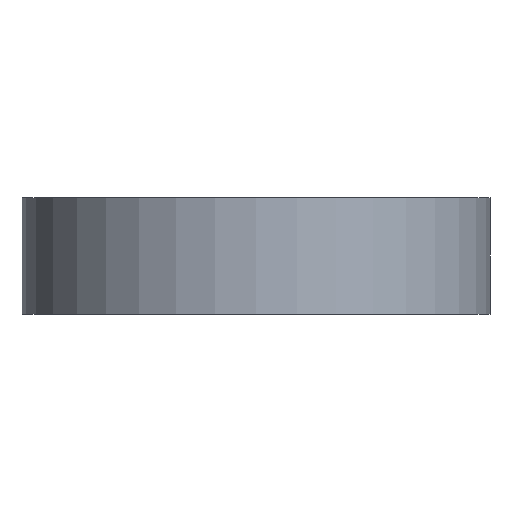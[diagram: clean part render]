
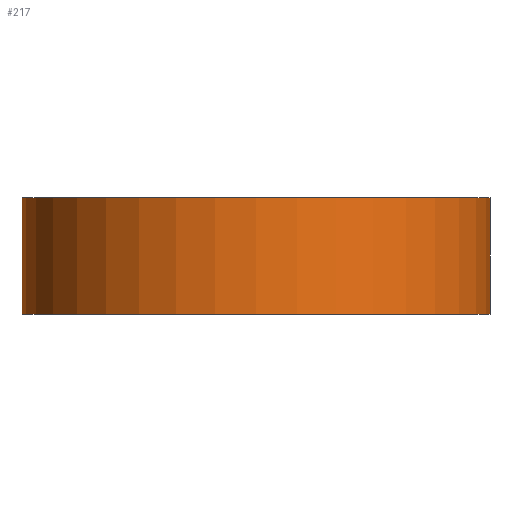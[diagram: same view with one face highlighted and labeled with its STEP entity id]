
A CAD part, front view. The second image highlights one B-rep face of the part: STEP entity #217.
In plain terms, the highlighted cylindrical face has radius 17.462 mm (diameter 34.925 mm), a partial arc.
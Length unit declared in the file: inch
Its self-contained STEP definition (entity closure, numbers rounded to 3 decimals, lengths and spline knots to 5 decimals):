
#176=CARTESIAN_POINT('',(0.0,0.0,0.0));
#177=DIRECTION('',(0.0,0.0,1.0));
#178=DIRECTION('',(-1.0,0.0,0.0));
#179=AXIS2_PLACEMENT_3D('',#176,#177,#178);
#180=CYLINDRICAL_SURFACE('',#179,0.6875);
#181=CARTESIAN_POINT('',(-0.6875,0.,-0.17075));
#182=VERTEX_POINT('',#181);
#183=CARTESIAN_POINT('',(-0.6875,0.,0.17075));
#184=VERTEX_POINT('',#183);
#185=CARTESIAN_POINT('',(-0.6875,0.,-0.17075));
#186=DIRECTION('',(0.0,0.0,1.0));
#187=VECTOR('',#186,0.3415);
#188=LINE('',#185,#187);
#189=EDGE_CURVE('',#182,#184,#188,.T.);
#190=ORIENTED_EDGE('',*,*,#189,.F.);
#191=CARTESIAN_POINT('',(0.6875,0.,-0.17075));
#192=VERTEX_POINT('',#191);
#193=CARTESIAN_POINT('',(0.0,0.0,-0.17075));
#194=DIRECTION('',(0.0,0.0,1.0));
#195=DIRECTION('',(-1.0,0.0,0.0));
#196=AXIS2_PLACEMENT_3D('',#193,#194,#195);
#197=CIRCLE('',#196,0.6875);
#198=EDGE_CURVE('',#182,#192,#197,.T.);
#199=ORIENTED_EDGE('',*,*,#198,.T.);
#200=CARTESIAN_POINT('',(0.6875,0.,0.17075));
#201=VERTEX_POINT('',#200);
#202=CARTESIAN_POINT('',(0.6875,0.,0.17075));
#203=DIRECTION('',(0.0,0.0,-1.0));
#204=VECTOR('',#203,0.3415);
#205=LINE('',#202,#204);
#206=EDGE_CURVE('',#201,#192,#205,.T.);
#207=ORIENTED_EDGE('',*,*,#206,.F.);
#208=CARTESIAN_POINT('',(0.0,0.0,0.17075));
#209=DIRECTION('',(0.0,0.0,-1.0));
#210=DIRECTION('',(-1.0,0.0,0.0));
#211=AXIS2_PLACEMENT_3D('',#208,#209,#210);
#212=CIRCLE('',#211,0.6875);
#213=EDGE_CURVE('',#201,#184,#212,.T.);
#214=ORIENTED_EDGE('',*,*,#213,.T.);
#215=EDGE_LOOP('',(#190,#199,#207,#214));
#216=FACE_OUTER_BOUND('',#215,.T.);
#217=ADVANCED_FACE('',(#216),#180,.T.);
